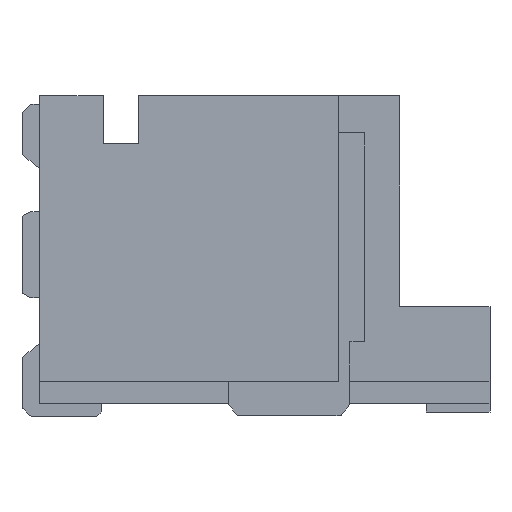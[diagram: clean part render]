
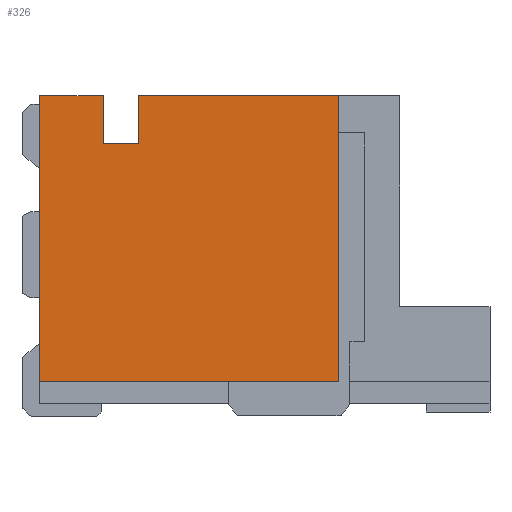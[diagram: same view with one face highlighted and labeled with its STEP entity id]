
A CAD part, left-side view. The second image highlights one B-rep face of the part: STEP entity #326.
In plain terms, the highlighted planar face has unit normal (-1, 0, 0).
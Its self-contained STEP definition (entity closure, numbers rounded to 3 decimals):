
#116=FACE_OUTER_BOUND('',#744,.T.);
#326=ADVANCED_FACE('',(#116),#537,.F.);
#537=PLANE('',#4148);
#744=EDGE_LOOP('',(#1108,#1109,#1110,#1111,#1112,#1113,#1114,#1115));
#1108=ORIENTED_EDGE('',*,*,#2639,.F.);
#1109=ORIENTED_EDGE('',*,*,#2640,.T.);
#1110=ORIENTED_EDGE('',*,*,#2641,.F.);
#1111=ORIENTED_EDGE('',*,*,#2642,.F.);
#1112=ORIENTED_EDGE('',*,*,#2617,.F.);
#1113=ORIENTED_EDGE('',*,*,#2643,.F.);
#1114=ORIENTED_EDGE('',*,*,#2644,.F.);
#1115=ORIENTED_EDGE('',*,*,#2515,.F.);
#2132=VERTEX_POINT('',#5481);
#2133=VERTEX_POINT('',#5483);
#2225=VERTEX_POINT('',#5682);
#2226=VERTEX_POINT('',#5684);
#2242=VERTEX_POINT('',#5725);
#2243=VERTEX_POINT('',#5727);
#2244=VERTEX_POINT('',#5729);
#2245=VERTEX_POINT('',#5732);
#2515=EDGE_CURVE('',#2132,#2133,#3096,.T.);
#2617=EDGE_CURVE('',#2225,#2226,#3198,.T.);
#2639=EDGE_CURVE('',#2242,#2132,#3220,.T.);
#2640=EDGE_CURVE('',#2242,#2243,#3221,.T.);
#2641=EDGE_CURVE('',#2244,#2243,#3222,.T.);
#2642=EDGE_CURVE('',#2226,#2244,#3223,.T.);
#2643=EDGE_CURVE('',#2245,#2225,#3224,.T.);
#2644=EDGE_CURVE('',#2133,#2245,#3225,.T.);
#3096=LINE('',#5482,#3627);
#3198=LINE('',#5683,#3729);
#3220=LINE('',#5724,#3751);
#3221=LINE('',#5726,#3752);
#3222=LINE('',#5728,#3753);
#3223=LINE('',#5730,#3754);
#3224=LINE('',#5731,#3755);
#3225=LINE('',#5733,#3756);
#3627=VECTOR('',#4417,1.);
#3729=VECTOR('',#4531,1.);
#3751=VECTOR('',#4559,1.);
#3752=VECTOR('',#4560,1.);
#3753=VECTOR('',#4561,1.);
#3754=VECTOR('',#4562,1.);
#3755=VECTOR('',#4563,1.);
#3756=VECTOR('',#4564,1.);
#4148=AXIS2_PLACEMENT_3D('',#5734,#4565,#4566);
#4417=DIRECTION('',(0.,0.,1.));
#4531=DIRECTION('',(0.,-1.,0.));
#4559=DIRECTION('',(0.,1.,0.));
#4560=DIRECTION('',(0.,0.,1.));
#4561=DIRECTION('',(0.,-1.,0.));
#4562=DIRECTION('',(0.,0.,1.));
#4563=DIRECTION('',(0.,0.,-1.));
#4564=DIRECTION('',(0.,-1.,0.));
#4565=DIRECTION('',(1.,0.,0.));
#4566=DIRECTION('',(0.,0.,-1.));
#5481=CARTESIAN_POINT('',(-7.3,12.4,0.28));
#5482=CARTESIAN_POINT('',(-7.3,12.4,-0.22));
#5483=CARTESIAN_POINT('',(-7.3,12.4,6.78));
#5682=CARTESIAN_POINT('',(-7.3,10.95,5.68));
#5683=CARTESIAN_POINT('',(-7.3,10.95,5.68));
#5684=CARTESIAN_POINT('',(-7.3,10.15,5.68));
#5724=CARTESIAN_POINT('',(-7.3,2.15,0.28));
#5725=CARTESIAN_POINT('',(-7.3,5.6,0.28));
#5726=CARTESIAN_POINT('',(-7.3,5.6,-62.52));
#5727=CARTESIAN_POINT('',(-7.3,5.6,6.78));
#5728=CARTESIAN_POINT('',(-7.3,10.15,6.78));
#5729=CARTESIAN_POINT('',(-7.3,10.15,6.78));
#5730=CARTESIAN_POINT('',(-7.3,10.15,5.68));
#5731=CARTESIAN_POINT('',(-7.3,10.95,6.78));
#5732=CARTESIAN_POINT('',(-7.3,10.95,6.78));
#5733=CARTESIAN_POINT('',(-7.3,12.4,6.78));
#5734=CARTESIAN_POINT('',(-7.3,0.,0.));
